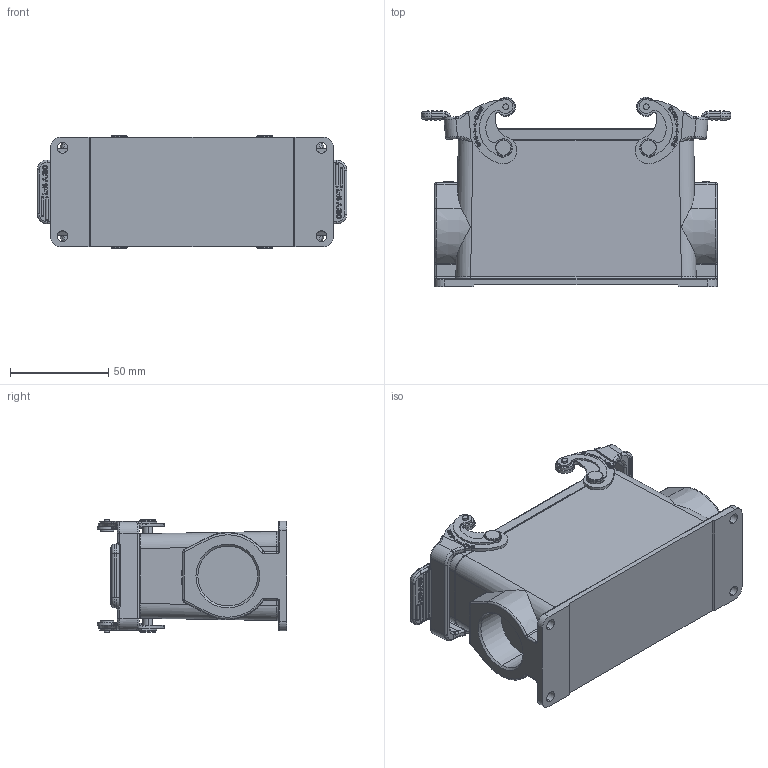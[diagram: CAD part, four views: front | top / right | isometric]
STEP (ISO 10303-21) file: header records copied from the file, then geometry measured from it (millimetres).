
FILE_DESCRIPTION(/* description */ (''),/* implementation_level */ '2;1');
FILE_NAME(/* name */ '3D_1240242415011_HV24B-SFH-2L_SC-PG21_V1.1.stp',/* time_stamp */ '2024-01-11T14:04:40+08:00',/* author */ (''),/* organization */ (''),/* preprocessor_version */ 'ST-DEVELOPER v18.1',/* originating_system */ 'SIEMENS PLM Software NX 1980',/* authorisation */ '');
FILE_SCHEMA (('AUTOMOTIVE_DESIGN { 1 0 10303 214 3 1 1 1 }'));
Products named in the file (1): 145933408BBA2p9t
Bounding box: 157.8 x 96.5 x 57.5 mm (x, y, z)
Volume: 201124.8 mm3; surface area: 82590.2 mm2
Topology: 7 solids, 11 shells, 1534 faces, 4150 edges, 2751 vertices
Faces by surface type: plane 729, cylinder 474, torus 106, extrusion 80, bspline 55, cone 55, sphere 33, revolution 2
Full cylindrical faces by diameter (mm): 24 x1, 26.9 x1
Entity records: 61181 total; most frequent: CARTESIAN_POINT 16350, ORIENTED_EDGE 8210, DIRECTION 7003, EDGE_CURVE 4113, VERTEX_POINT 2751, AXIS2_PLACEMENT_3D 2537, VECTOR 1927, LINE 1847
